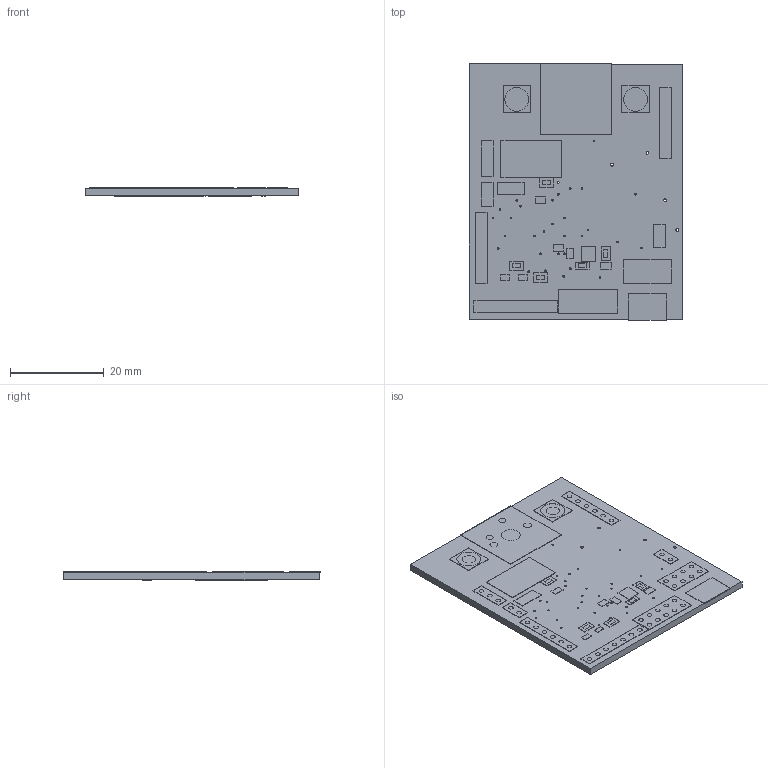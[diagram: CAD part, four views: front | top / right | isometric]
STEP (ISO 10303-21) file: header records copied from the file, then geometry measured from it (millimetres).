
FILE_DESCRIPTION(('Open CASCADE Model'),'2;1');
FILE_NAME('Open CASCADE Shape Model','2018-03-27T13:52:18',('Author'),( 'Open CASCADE'),'Open CASCADE STEP processor 6.7','Open CASCADE 6.7' ,'Unknown');
FILE_SCHEMA(('AUTOMOTIVE_DESIGN_CC2 { 1 2 10303 214 -1 1 5 4 }'));
Length unit declared in the file: millimetre
Products named in the file (41): boilup_v1_29150; PCB; 2X04; 1X07; 1X06; 1X02; 1X03; R0603; CHERRY-MX; S-PDSO-G08; DPAK; DO-214AC; C0603K; SML0805; 0805-NO; 0603-NO; SOT23-5; USB-MICROB; 2,8; QFP50P1200X1200X160-64N; 2X05; KEEPOUT; trace
Assembly tree (52 placements, depth 2):
  boilup_v1_29150
    PCB
    2X04
    1X07
    1X06  x2
    1X02  x2
    1X03
    R0603  x10
    CHERRY-MX
    S-PDSO-G08
    DPAK
    DO-214AC
    C0603K
    SML0805  x2
    0805-NO  x4
    0603-NO
    SOT23-5
    R0603
    USB-MICROB
    2,8  x2
    QFP50P1200X1200X160-64N
    2X05
    KEEPOUT
    KEEPOUT
    KEEPOUT
    KEEPOUT
    KEEPOUT
    KEEPOUT
    KEEPOUT
    KEEPOUT
    KEEPOUT
    KEEPOUT
    KEEPOUT
    KEEPOUT
    KEEPOUT
    KEEPOUT
    KEEPOUT
  trace
  trace
  trace
  trace
Bounding box: 45.64 x 54.87 x 1.77 mm (x, y, z)
Volume: 3924.2 mm3; surface area: 8117.5 mm2
Topology: 52 solids, 52 shells, 394 faces, 868 edges, 576 vertices
Faces by surface type: plane 304, cylinder 90
Full cylindrical faces by diameter (mm): 0.35 x31, 0.6 x4, 1.016 x44, 1.5 x2, 1.714 x2, 2.8 x2, 4 x1, 5.08 x4
Entity records: 19139 total; most frequent: CARTESIAN_POINT 3907, DIRECTION 2730, LINE 1668, VECTOR 1668, ORIENTED_EDGE 1356, PCURVE 1352, DEFINITIONAL_REPRESENTATION 1352, EDGE_CURVE 676
